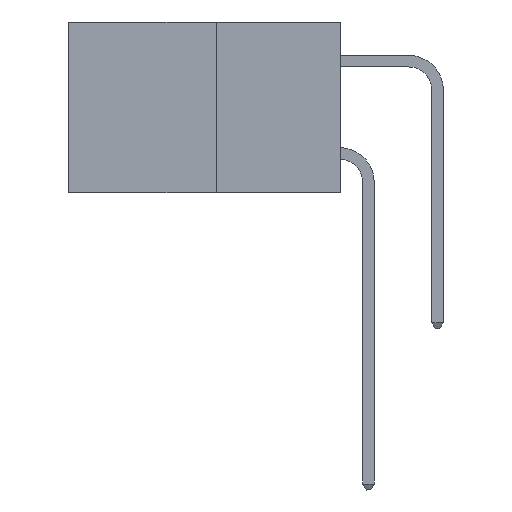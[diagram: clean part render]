
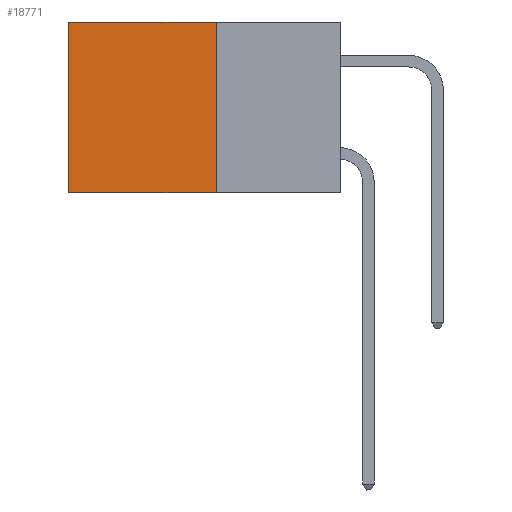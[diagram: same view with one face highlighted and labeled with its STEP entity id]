
A CAD part, left-side view. The second image highlights one B-rep face of the part: STEP entity #18771.
In plain terms, the highlighted planar face has unit normal (-1, 0, 0).
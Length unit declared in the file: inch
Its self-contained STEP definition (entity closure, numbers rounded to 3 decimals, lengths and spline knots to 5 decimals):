
#112 = DIRECTION ( 'NONE',  ( 0., 1., 0. ) ) ;
#505 = CARTESIAN_POINT ( 'NONE',  ( 0.277, 0.27, -0.37 ) ) ;
#1130 = VECTOR ( 'NONE', #3931, 39.37008 ) ;
#1507 = VERTEX_POINT ( 'NONE', #8789 ) ;
#2535 = EDGE_CURVE ( 'NONE', #19335, #1507, #18437, .T. ) ;
#3931 = DIRECTION ( 'NONE',  ( 0., 1., 0. ) ) ;
#5797 = ORIENTED_EDGE ( 'NONE', *, *, #18015, .F. ) ;
#6909 = DIRECTION ( 'NONE',  ( 0., 0., -1. ) ) ;
#7085 = CARTESIAN_POINT ( 'NONE',  ( 0.277, 0.27, 0. ) ) ;
#8040 = CARTESIAN_POINT ( 'NONE',  ( 0.277, 0.27, -0.37 ) ) ;
#8069 = DIRECTION ( 'NONE',  ( 0., 0., -1. ) ) ;
#8178 = ORIENTED_EDGE ( 'NONE', *, *, #12637, .T. ) ;
#8553 = ORIENTED_EDGE ( 'NONE', *, *, #2535, .T. ) ;
#8789 = CARTESIAN_POINT ( 'NONE',  ( 0.277, 0.59, -0.37 ) ) ;
#9327 = EDGE_CURVE ( 'NONE', #13047, #1507, #14884, .T. ) ;
#9475 = VECTOR ( 'NONE', #6909, 39.37008 ) ;
#10688 = ORIENTED_EDGE ( 'NONE', *, *, #9327, .F. ) ;
#11342 = CARTESIAN_POINT ( 'NONE',  ( 0.277, 0.59, 0. ) ) ;
#11516 = CARTESIAN_POINT ( 'NONE',  ( 0.277, 0.27, -0.37 ) ) ;
#12262 = CARTESIAN_POINT ( 'NONE',  ( 0.277, 0.27, 0. ) ) ;
#12637 = EDGE_CURVE ( 'NONE', #21518, #19335, #13167, .T. ) ;
#13016 = DIRECTION ( 'NONE',  ( 0., 0., -1. ) ) ;
#13047 = VERTEX_POINT ( 'NONE', #8040 ) ;
#13167 = LINE ( 'NONE', #12262, #21977 ) ;
#13993 = VECTOR ( 'NONE', #13016, 39.37008 ) ;
#14884 = LINE ( 'NONE', #505, #1130 ) ;
#16025 = CARTESIAN_POINT ( 'NONE',  ( 0.277, 0.59, -0.37 ) ) ;
#16540 = AXIS2_PLACEMENT_3D ( 'NONE', #11516, #18277, #8069 ) ;
#16578 = PLANE ( 'NONE',  #16540 ) ;
#18015 = EDGE_CURVE ( 'NONE', #21518, #13047, #18499, .T. ) ;
#18277 = DIRECTION ( 'NONE',  ( 1., 0., 0. ) ) ;
#18437 = LINE ( 'NONE', #16025, #13993 ) ;
#18499 = LINE ( 'NONE', #18827, #9475 ) ;
#18771 = ADVANCED_FACE ( 'NONE', ( #20026 ), #16578, .F. ) ;
#18827 = CARTESIAN_POINT ( 'NONE',  ( 0.277, 0.27, -0.37 ) ) ;
#19146 = EDGE_LOOP ( 'NONE', ( #8553, #10688, #5797, #8178 ) ) ;
#19335 = VERTEX_POINT ( 'NONE', #11342 ) ;
#20026 = FACE_OUTER_BOUND ( 'NONE', #19146, .T. ) ;
#21518 = VERTEX_POINT ( 'NONE', #7085 ) ;
#21977 = VECTOR ( 'NONE', #112, 39.37008 ) ;
